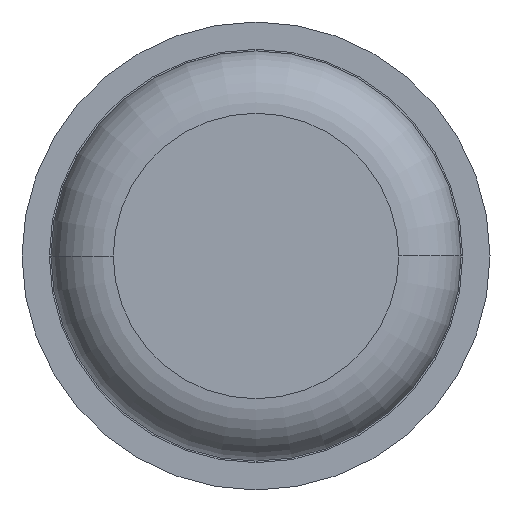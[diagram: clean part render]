
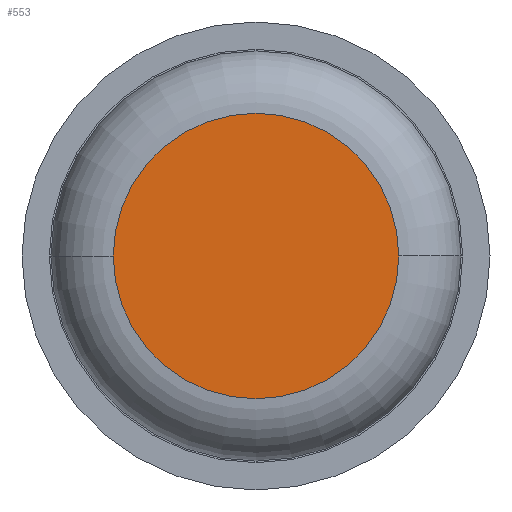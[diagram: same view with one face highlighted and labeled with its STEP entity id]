
A CAD part, front view. The second image highlights one B-rep face of the part: STEP entity #553.
In plain terms, the highlighted planar face has unit normal (0, -1, 0).
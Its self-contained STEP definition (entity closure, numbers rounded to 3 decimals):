
#243 = EDGE_CURVE ( 'Defeature ausgef�hrt1_6+Defeature ausgef�hrt1_7+Defeature ausgef�hrt1_7+Defeature ausgef�hrt1_7', #2322, #571, #1502, .T. ) ;
#278 = DIRECTION ( 'NONE',  ( 0., -1., 0. ) ) ;
#553 = ADVANCED_FACE ( 'Defeature ausgef�hrt1_6', ( #2867 ), #2780, .F. ) ;
#571 = VERTEX_POINT ( 'NONE', #1918 ) ;
#735 = DIRECTION ( 'NONE',  ( 0., -1., 0. ) ) ;
#832 = EDGE_LOOP ( 'NONE', ( #1478, #3516 ) ) ;
#966 = DIRECTION ( 'NONE',  ( 0., 1., 0. ) ) ;
#1061 = CIRCLE ( 'NONE', #1504, 0.915 ) ;
#1218 = DIRECTION ( 'NONE',  ( -1., 0., 0. ) ) ;
#1478 = ORIENTED_EDGE ( 'NONE', *, *, #2476, .T. ) ;
#1479 = AXIS2_PLACEMENT_3D ( 'NONE', #2498, #278, #1218 ) ;
#1502 = CIRCLE ( 'NONE', #1479, 0.915 ) ;
#1504 = AXIS2_PLACEMENT_3D ( 'NONE', #1964, #735, #1978 ) ;
#1918 = CARTESIAN_POINT ( 'NONE',  ( -0.915, 0., 0. ) ) ;
#1964 = CARTESIAN_POINT ( 'NONE',  ( 0., 0., 0. ) ) ;
#1978 = DIRECTION ( 'NONE',  ( -1., 0., 0. ) ) ;
#2322 = VERTEX_POINT ( 'NONE', #3523 ) ;
#2476 = EDGE_CURVE ( 'Defeature ausgef�hrt1_6+Defeature ausgef�hrt1_7+Defeature ausgef�hrt1_7+Defeature ausgef�hrt1_7', #571, #2322, #1061, .T. ) ;
#2498 = CARTESIAN_POINT ( 'NONE',  ( 0., 0., 0. ) ) ;
#2780 = PLANE ( 'NONE',  #3752 ) ;
#2829 = CARTESIAN_POINT ( 'NONE',  ( 0., 0., 0. ) ) ;
#2867 = FACE_OUTER_BOUND ( 'NONE', #832, .T. ) ;
#3120 = DIRECTION ( 'NONE',  ( -1., 0., 0. ) ) ;
#3516 = ORIENTED_EDGE ( 'NONE', *, *, #243, .T. ) ;
#3523 = CARTESIAN_POINT ( 'NONE',  ( 0.915, 0., 0. ) ) ;
#3752 = AXIS2_PLACEMENT_3D ( 'NONE', #2829, #966, #3120 ) ;
